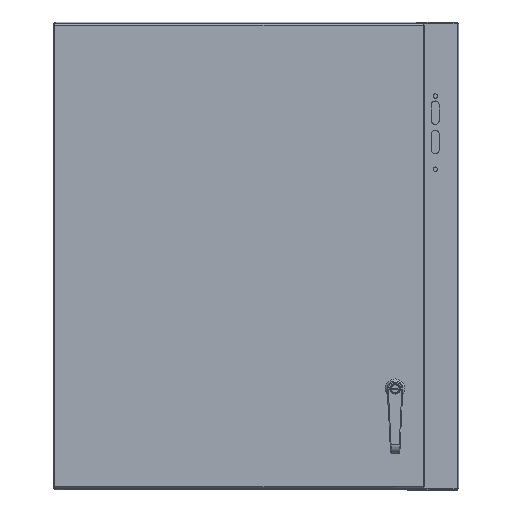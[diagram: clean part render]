
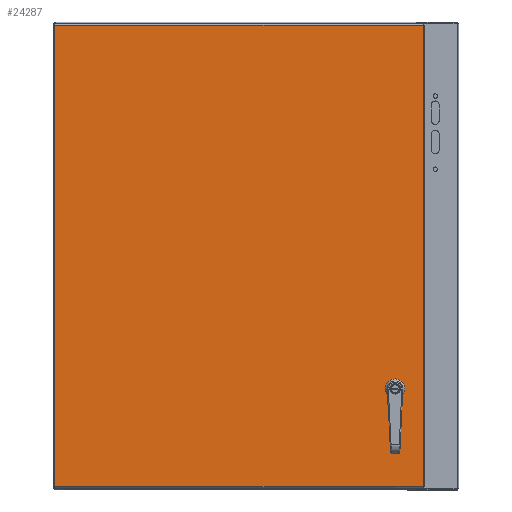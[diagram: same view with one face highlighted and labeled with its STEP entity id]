
A CAD part, top view. The second image highlights one B-rep face of the part: STEP entity #24287.
In plain terms, the highlighted face is planar.
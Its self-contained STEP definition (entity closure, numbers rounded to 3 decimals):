
#1472=FACE_BOUND('',#6038,.T.);
#2407=CIRCLE('',#26553,0.453);
#2409=CIRCLE('',#26557,0.453);
#2411=CIRCLE('',#26561,0.453);
#2413=CIRCLE('',#26565,0.453);
#4294=FACE_OUTER_BOUND('',#6037,.T.);
#6037=EDGE_LOOP('',(#20470,#20471,#20472,#20473));
#6038=EDGE_LOOP('',(#20474,#20475,#20476,#20477,#20478,#20479,#20480,#20481));
#7769=LINE('',#49957,#9507);
#7773=LINE('',#49969,#9511);
#7777=LINE('',#49981,#9515);
#7781=LINE('',#49991,#9519);
#7782=LINE('',#50002,#9520);
#7790=LINE('',#50088,#9528);
#7805=LINE('',#50188,#9543);
#7820=LINE('',#50287,#9558);
#9507=VECTOR('',#32245,0.425);
#9511=VECTOR('',#32257,0.425);
#9515=VECTOR('',#32269,0.425);
#9519=VECTOR('',#32281,0.425);
#9520=VECTOR('',#32284,29.571);
#9528=VECTOR('',#32300,23.633);
#9543=VECTOR('',#32329,29.571);
#9558=VECTOR('',#32358,23.633);
#11563=VERTEX_POINT('',#49948);
#11564=VERTEX_POINT('',#49950);
#11566=VERTEX_POINT('',#49956);
#11568=VERTEX_POINT('',#49962);
#11570=VERTEX_POINT('',#49968);
#11572=VERTEX_POINT('',#49974);
#11574=VERTEX_POINT('',#49980);
#11576=VERTEX_POINT('',#49986);
#11577=VERTEX_POINT('',#49993);
#11578=VERTEX_POINT('',#50001);
#11584=VERTEX_POINT('',#50080);
#11594=VERTEX_POINT('',#50180);
#14580=EDGE_CURVE('',#11564,#11563,#2407,.T.);
#14583=EDGE_CURVE('',#11566,#11564,#7769,.T.);
#14586=EDGE_CURVE('',#11568,#11566,#2409,.T.);
#14589=EDGE_CURVE('',#11570,#11568,#7773,.T.);
#14592=EDGE_CURVE('',#11572,#11570,#2411,.T.);
#14595=EDGE_CURVE('',#11574,#11572,#7777,.T.);
#14598=EDGE_CURVE('',#11576,#11574,#2413,.T.);
#14601=EDGE_CURVE('',#11563,#11576,#7781,.T.);
#14603=EDGE_CURVE('',#11578,#11577,#7782,.T.);
#14615=EDGE_CURVE('',#11577,#11584,#7790,.T.);
#14634=EDGE_CURVE('',#11584,#11594,#7805,.T.);
#14653=EDGE_CURVE('',#11594,#11578,#7820,.T.);
#20470=ORIENTED_EDGE('',*,*,#14603,.T.);
#20471=ORIENTED_EDGE('',*,*,#14615,.T.);
#20472=ORIENTED_EDGE('',*,*,#14634,.T.);
#20473=ORIENTED_EDGE('',*,*,#14653,.T.);
#20474=ORIENTED_EDGE('',*,*,#14580,.T.);
#20475=ORIENTED_EDGE('',*,*,#14601,.T.);
#20476=ORIENTED_EDGE('',*,*,#14598,.T.);
#20477=ORIENTED_EDGE('',*,*,#14595,.T.);
#20478=ORIENTED_EDGE('',*,*,#14592,.T.);
#20479=ORIENTED_EDGE('',*,*,#14589,.T.);
#20480=ORIENTED_EDGE('',*,*,#14586,.T.);
#20481=ORIENTED_EDGE('',*,*,#14583,.T.);
#22577=PLANE('',#26592);
#24287=ADVANCED_FACE('',(#4294,#1472),#22577,.F.);
#26553=AXIS2_PLACEMENT_3D('',#49951,#32239,#32240);
#26557=AXIS2_PLACEMENT_3D('',#49963,#32251,#32252);
#26561=AXIS2_PLACEMENT_3D('',#49975,#32263,#32264);
#26565=AXIS2_PLACEMENT_3D('',#49987,#32275,#32276);
#26592=AXIS2_PLACEMENT_3D('',#50373,#32383,#32384);
#32239=DIRECTION('center_axis',(0.,0.,1.));
#32240=DIRECTION('ref_axis',(-0.469,-0.883,0.));
#32245=DIRECTION('',(0.,1.,0.));
#32251=DIRECTION('center_axis',(0.,0.,1.));
#32252=DIRECTION('ref_axis',(-0.883,0.469,0.));
#32257=DIRECTION('',(1.,0.,0.));
#32263=DIRECTION('center_axis',(0.,0.,1.));
#32264=DIRECTION('ref_axis',(0.469,0.883,0.));
#32269=DIRECTION('',(0.,-1.,0.));
#32275=DIRECTION('center_axis',(0.,0.,1.));
#32276=DIRECTION('ref_axis',(0.883,-0.469,0.));
#32281=DIRECTION('',(-1.,0.,0.));
#32284=DIRECTION('',(0.,-1.,0.));
#32300=DIRECTION('',(-1.,0.,0.));
#32329=DIRECTION('',(0.,1.,0.));
#32358=DIRECTION('',(1.,0.,0.));
#32383=DIRECTION('center_axis',(0.,0.,1.));
#32384=DIRECTION('ref_axis',(1.,0.,0.));
#49948=CARTESIAN_POINT('',(2.113,6.745,0.));
#49950=CARTESIAN_POINT('',(2.3,6.558,0.));
#49951=CARTESIAN_POINT('Origin',(1.9,6.345,0.));
#49956=CARTESIAN_POINT('',(2.3,6.132,0.));
#49957=CARTESIAN_POINT('',(2.3,10.716,0.));
#49962=CARTESIAN_POINT('',(2.113,5.945,0.));
#49963=CARTESIAN_POINT('Origin',(1.9,6.345,0.));
#49968=CARTESIAN_POINT('',(1.687,5.945,0.));
#49969=CARTESIAN_POINT('',(7.009,5.945,0.));
#49974=CARTESIAN_POINT('',(1.5,6.132,0.));
#49975=CARTESIAN_POINT('Origin',(1.9,6.345,0.));
#49980=CARTESIAN_POINT('',(1.5,6.558,0.));
#49981=CARTESIAN_POINT('',(1.5,10.504,0.));
#49986=CARTESIAN_POINT('',(1.687,6.745,0.));
#49987=CARTESIAN_POINT('Origin',(1.9,6.345,0.));
#49991=CARTESIAN_POINT('',(6.797,6.745,0.));
#49993=CARTESIAN_POINT('',(23.723,0.09,0.));
#50001=CARTESIAN_POINT('',(23.723,29.66,0.));
#50002=CARTESIAN_POINT('',(23.723,22.268,0.));
#50080=CARTESIAN_POINT('',(0.09,0.09,0.));
#50088=CARTESIAN_POINT('',(17.815,0.09,0.));
#50180=CARTESIAN_POINT('',(0.09,29.66,0.));
#50188=CARTESIAN_POINT('',(0.09,7.482,0.));
#50287=CARTESIAN_POINT('',(5.998,29.66,0.));
#50373=CARTESIAN_POINT('Origin',(11.906,14.875,0.));
